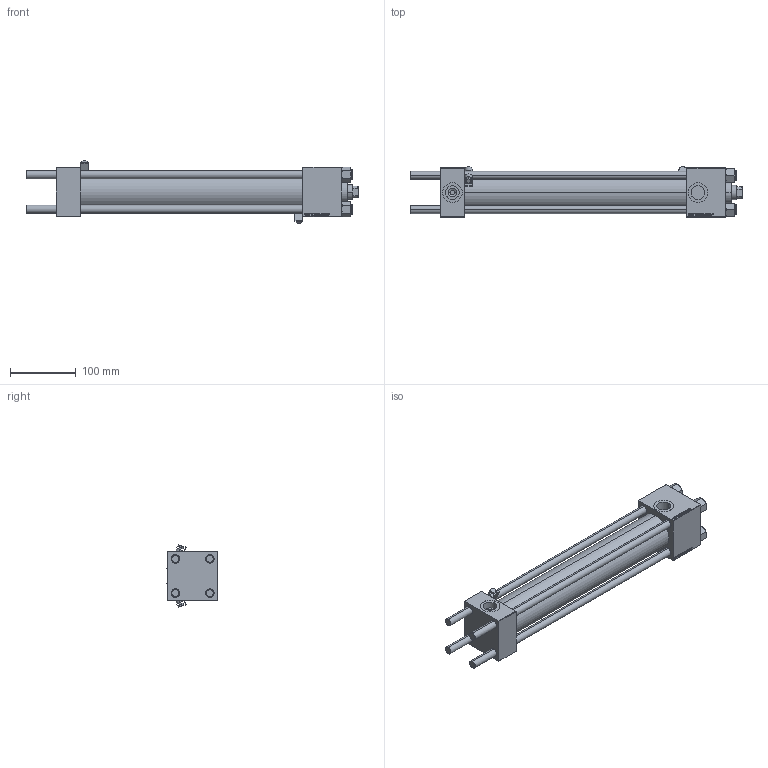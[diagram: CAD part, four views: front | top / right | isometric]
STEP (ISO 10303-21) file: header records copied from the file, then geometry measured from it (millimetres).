
FILE_DESCRIPTION (( 'STEP AP203' ), '1' );
FILE_NAME ('aab0.STEP', '2023-08-26T15:25:53', ( '' ), ( '' ), 'SwSTEP 2.0', 'SolidWorks 2019', '' );
FILE_SCHEMA (( 'CONFIG_CONTROL_DESIGN' ));
Length unit declared in the file: millimetre
Products named in the file (7): MSRF_MSRG1 54f61e197e7eb530f3b65f9823ba802f; V215CR_BODY_A 54f61e197e7eb530f3b65f9823ba802f; V215_VC_A 54f61e197e7eb530f3b65f9823ba802f; V215CR_VCP 54f61e197e7eb530f3b65f9823ba802f; CR025_012_A_0_G_A_G_M_020_+#_##_TYCINKA 54f61e197e7eb530f3b65f9823ba802f; aab0; NUT_M5 54f61e197e7eb530f3b65f9823ba802f
Assembly tree (13 placements, depth 2):
  aab0
    V215CR_BODY_A 54f61e197e7eb530f3b65f9823ba802f
    CR025_012_A_0_G_A_G_M_020_+#_##_TYCINKA 54f61e197e7eb530f3b65f9823ba802f  x4
    NUT_M5 54f61e197e7eb530f3b65f9823ba802f  x4
    V215CR_VCP 54f61e197e7eb530f3b65f9823ba802f
    V215_VC_A 54f61e197e7eb530f3b65f9823ba802f
    MSRF_MSRG1 54f61e197e7eb530f3b65f9823ba802f  x2
Bounding box: 505 x 76.88 x 95.8 mm (x, y, z)
Volume: 1070435.1 mm3; surface area: 323054.1 mm2
Topology: 13 solids, 13 shells, 1198 faces, 2996 edges, 1943 vertices
Faces by surface type: plane 556, bspline 392, cone 136, cylinder 106, torus 8
Entity records: 50814 total; most frequent: CARTESIAN_POINT 27135, ORIENTED_EDGE 5334, DIRECTION 3387, EDGE_CURVE 2667, VERTEX_POINT 1751, VECTOR 1629, LINE 1629, EDGE_LOOP 1178
